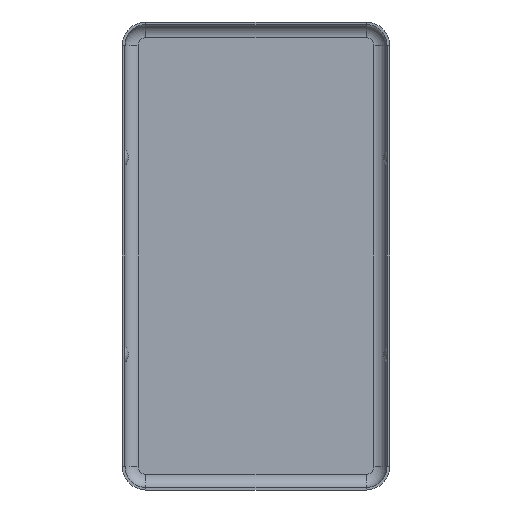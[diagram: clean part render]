
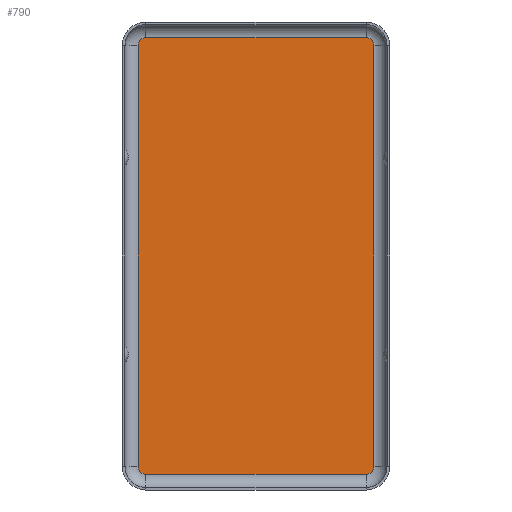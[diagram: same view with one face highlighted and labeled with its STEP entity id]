
A CAD part, front view. The second image highlights one B-rep face of the part: STEP entity #790.
In plain terms, the highlighted planar face has unit normal (0, -1, 0).
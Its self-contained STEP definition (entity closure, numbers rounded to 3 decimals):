
#17 = CARTESIAN_POINT ( 'NONE',  ( 8.4, 0., -16.65 ) ) ;
#58 = EDGE_CURVE ( 'NONE', #1468, #1492, #958, .T. ) ;
#76 = EDGE_LOOP ( 'NONE', ( #1090, #1414, #763, #1495, #729, #372, #545, #782 ) ) ;
#122 = DIRECTION ( 'NONE',  ( 0., 0., -1. ) ) ;
#135 = CIRCLE ( 'NONE', #1084, 0.6 ) ;
#150 = EDGE_CURVE ( 'NONE', #1605, #674, #1398, .T. ) ;
#189 = DIRECTION ( 'NONE',  ( 0., 1., 0. ) ) ;
#208 = VECTOR ( 'NONE', #1464, 1000. ) ;
#227 = VERTEX_POINT ( 'NONE', #407 ) ;
#236 = EDGE_CURVE ( 'NONE', #1605, #227, #135, .T. ) ;
#301 = DIRECTION ( 'NONE',  ( 0., 0., -1. ) ) ;
#345 = VECTOR ( 'NONE', #816, 1000. ) ;
#353 = CARTESIAN_POINT ( 'NONE',  ( -8.4, 0., -16.65 ) ) ;
#355 = DIRECTION ( 'NONE',  ( 0., 0., 1. ) ) ;
#357 = EDGE_CURVE ( 'NONE', #1492, #227, #1095, .T. ) ;
#372 = ORIENTED_EDGE ( 'NONE', *, *, #236, .F. ) ;
#407 = CARTESIAN_POINT ( 'NONE',  ( -8.4, 0., 16.65 ) ) ;
#423 = FACE_OUTER_BOUND ( 'NONE', #76, .T. ) ;
#431 = EDGE_CURVE ( 'NONE', #674, #789, #1234, .T. ) ;
#436 = DIRECTION ( 'NONE',  ( 0., -1., 0. ) ) ;
#459 = DIRECTION ( 'NONE',  ( 0., 0., -1. ) ) ;
#470 = CARTESIAN_POINT ( 'NONE',  ( -8.4, 0., -16.05 ) ) ;
#481 = DIRECTION ( 'NONE',  ( -1., 0., 0. ) ) ;
#509 = AXIS2_PLACEMENT_3D ( 'NONE', #1317, #436, #562 ) ;
#545 = ORIENTED_EDGE ( 'NONE', *, *, #150, .T. ) ;
#562 = DIRECTION ( 'NONE',  ( 0., 0., -1. ) ) ;
#591 = DIRECTION ( 'NONE',  ( 0., 0., 1. ) ) ;
#674 = VERTEX_POINT ( 'NONE', #988 ) ;
#729 = ORIENTED_EDGE ( 'NONE', *, *, #357, .T. ) ;
#735 = DIRECTION ( 'NONE',  ( 0., -1., 0. ) ) ;
#763 = ORIENTED_EDGE ( 'NONE', *, *, #1487, .F. ) ;
#769 = EDGE_CURVE ( 'NONE', #874, #789, #1543, .T. ) ;
#782 = ORIENTED_EDGE ( 'NONE', *, *, #431, .T. ) ;
#789 = VERTEX_POINT ( 'NONE', #353 ) ;
#790 = ADVANCED_FACE ( 'NONE', ( #423 ), #1364, .T. ) ;
#816 = DIRECTION ( 'NONE',  ( -1., 0., 0. ) ) ;
#837 = DIRECTION ( 'NONE',  ( 0., -1., 0. ) ) ;
#874 = VERTEX_POINT ( 'NONE', #17 ) ;
#886 = LINE ( 'NONE', #1224, #208 ) ;
#916 = VECTOR ( 'NONE', #301, 1000. ) ;
#922 = DIRECTION ( 'NONE',  ( 0., 1., 0. ) ) ;
#936 = CARTESIAN_POINT ( 'NONE',  ( 8.4, 0., 16.65 ) ) ;
#948 = CIRCLE ( 'NONE', #1271, 0.6 ) ;
#958 = CIRCLE ( 'NONE', #509, 0.6 ) ;
#969 = CARTESIAN_POINT ( 'NONE',  ( 8.4, 0., -16.05 ) ) ;
#988 = CARTESIAN_POINT ( 'NONE',  ( -9., 0., -16.05 ) ) ;
#1027 = CARTESIAN_POINT ( 'NONE',  ( 8.4, 0., -16.05 ) ) ;
#1073 = VERTEX_POINT ( 'NONE', #1085 ) ;
#1084 = AXIS2_PLACEMENT_3D ( 'NONE', #1560, #189, #459 ) ;
#1085 = CARTESIAN_POINT ( 'NONE',  ( 9., 0., -16.05 ) ) ;
#1090 = ORIENTED_EDGE ( 'NONE', *, *, #769, .F. ) ;
#1091 = CARTESIAN_POINT ( 'NONE',  ( 9., 0., 16.05 ) ) ;
#1095 = LINE ( 'NONE', #936, #345 ) ;
#1122 = EDGE_CURVE ( 'NONE', #1073, #874, #948, .T. ) ;
#1175 = AXIS2_PLACEMENT_3D ( 'NONE', #470, #837, #355 ) ;
#1178 = VECTOR ( 'NONE', #481, 1000. ) ;
#1224 = CARTESIAN_POINT ( 'NONE',  ( 9., 0., 0. ) ) ;
#1234 = CIRCLE ( 'NONE', #1175, 0.6 ) ;
#1271 = AXIS2_PLACEMENT_3D ( 'NONE', #1027, #922, #591 ) ;
#1317 = CARTESIAN_POINT ( 'NONE',  ( 8.4, 0., 16.05 ) ) ;
#1354 = CARTESIAN_POINT ( 'NONE',  ( 8.4, 0., 16.65 ) ) ;
#1364 = PLANE ( 'NONE',  #1507 ) ;
#1379 = CARTESIAN_POINT ( 'NONE',  ( -9., 0., 16.05 ) ) ;
#1398 = LINE ( 'NONE', #1419, #916 ) ;
#1414 = ORIENTED_EDGE ( 'NONE', *, *, #1122, .F. ) ;
#1419 = CARTESIAN_POINT ( 'NONE',  ( -9., 0., 0. ) ) ;
#1464 = DIRECTION ( 'NONE',  ( 0., 0., -1. ) ) ;
#1468 = VERTEX_POINT ( 'NONE', #1091 ) ;
#1487 = EDGE_CURVE ( 'NONE', #1468, #1073, #886, .T. ) ;
#1492 = VERTEX_POINT ( 'NONE', #1354 ) ;
#1495 = ORIENTED_EDGE ( 'NONE', *, *, #58, .T. ) ;
#1507 = AXIS2_PLACEMENT_3D ( 'NONE', #969, #735, #122 ) ;
#1543 = LINE ( 'NONE', #1604, #1178 ) ;
#1560 = CARTESIAN_POINT ( 'NONE',  ( -8.4, 0., 16.05 ) ) ;
#1604 = CARTESIAN_POINT ( 'NONE',  ( 8.4, 0., -16.65 ) ) ;
#1605 = VERTEX_POINT ( 'NONE', #1379 ) ;
